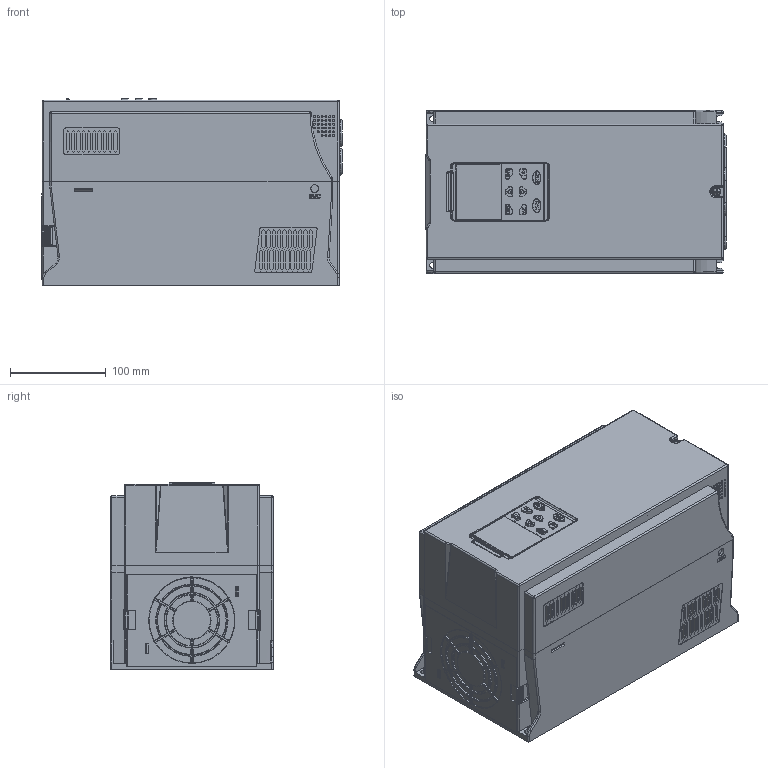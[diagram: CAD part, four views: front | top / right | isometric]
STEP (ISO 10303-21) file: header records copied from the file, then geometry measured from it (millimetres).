
FILE_DESCRIPTION (( 'STEP AP203' ), '1' );
FILE_NAME ('Ï× K750 380Â 3Ô 11-15êÂò 25-32À ONI.STEP', '2023-01-12T17:04:22', ( '' ), ( '' ), 'SwSTEP 2.0', 'SolidWorks 2022', '' );
FILE_SCHEMA (( 'CONFIG_CONTROL_DESIGN' ));
Length unit declared in the file: millimetre
Products named in the file (1): ПЧ K750 380В 3Ф 11-15кВт 25-32А ONI
Bounding box: 313.5 x 170.3 x 195.3 mm (x, y, z)
Volume: 9908670.2 mm3; surface area: 334093.6 mm2
Topology: 1 solids, 19 shells, 2878 faces, 7593 edges, 5026 vertices
Faces by surface type: plane 1910, cylinder 653, torus 123, bspline 115, cone 49, sphere 28
Entity records: 98886 total; most frequent: CARTESIAN_POINT 28687, ORIENTED_EDGE 15148, DIRECTION 13497, EDGE_CURVE 7574, VECTOR 5211, LINE 5211, VERTEX_POINT 5020, AXIS2_PLACEMENT_3D 4143
